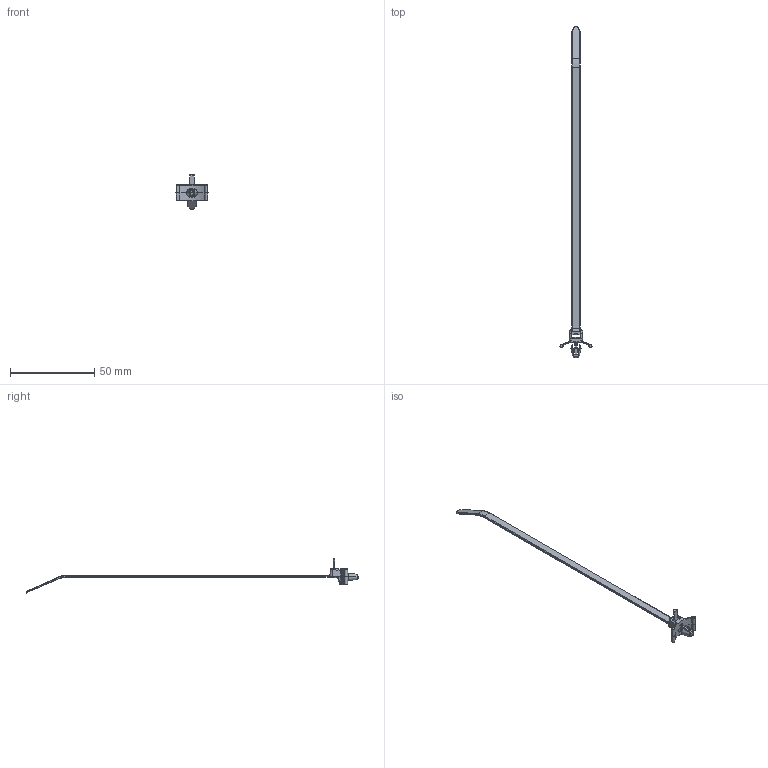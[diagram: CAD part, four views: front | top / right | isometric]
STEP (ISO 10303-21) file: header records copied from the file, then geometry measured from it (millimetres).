
FILE_DESCRIPTION(/* description */ (''),/* implementation_level */ '2;1');
FILE_NAME(/* name */ 'PANDUIT_PRWP2S.stp',/* time_stamp */ '2020-06-08T12:29:48-05:00',/* author */ (''),/* organization */ (''),/* preprocessor_version */ 'ST-DEVELOPER v16',/* originating_system */ 'SIEMENS PLM Software NX 11.0',/* authorisation */ '');
FILE_SCHEMA (('AP203_CONFIGURATION_CONTROLLED_3D_DESIGN_OF_MECHANICAL_PARTS_AND_ASSEMBLIES_MIM_LF { 1 0 10303 403 2 1 2}'));
Length unit declared in the file: inch
Products named in the file (1): BWG130C27C3m2we
Bounding box: 19.05 x 197.52 x 20.42 mm (x, y, z)
Volume: 1650.5 mm3; surface area: 2998 mm2
Topology: 1 solids, 1 shells, 324 faces, 761 edges, 422 vertices
Faces by surface type: cylinder 91, bspline 87, plane 84, cone 22, torus 20, sphere 16, extrusion 4
Entity records: 10879 total; most frequent: CARTESIAN_POINT 3962, ORIENTED_EDGE 1490, DIRECTION 1368, EDGE_CURVE 745, AXIS2_PLACEMENT_3D 536, VERTEX_POINT 422, EDGE_LOOP 325, ADVANCED_FACE 324
